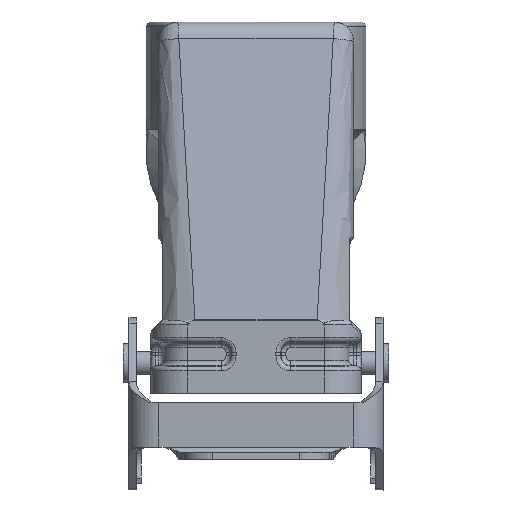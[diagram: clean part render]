
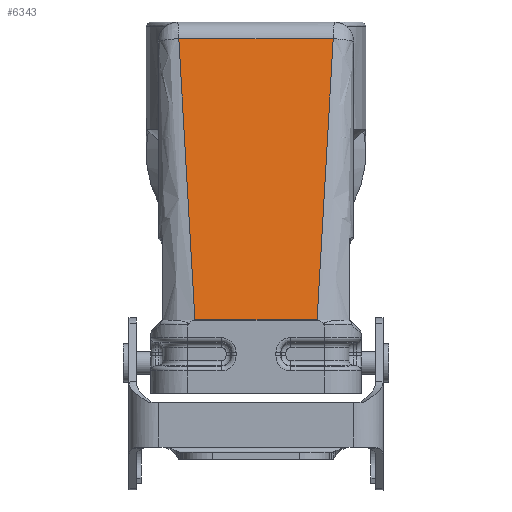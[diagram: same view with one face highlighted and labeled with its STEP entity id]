
A CAD part, left-side view. The second image highlights one B-rep face of the part: STEP entity #6343.
In plain terms, the highlighted planar face has unit normal (-0.99, 0, 0.139).
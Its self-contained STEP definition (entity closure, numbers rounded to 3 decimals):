
#5174=FACE_OUTER_BOUND('',#7609,.T.);
#6343=ADVANCED_FACE('',(#5174),#7053,.T.);
#7053=PLANE('',#18860);
#7609=EDGE_LOOP('',(#12200,#12201,#12202,#12203));
#8303=LINE('',#23215,#9184);
#8646=LINE('',#25589,#9593);
#8647=LINE('',#25591,#9594);
#8648=LINE('',#25593,#9595);
#9184=VECTOR('',#19760,1.);
#9593=VECTOR('',#20799,1.);
#9594=VECTOR('',#20800,1.);
#9595=VECTOR('',#20801,1.);
#12200=ORIENTED_EDGE('',*,*,#16450,.T.);
#12201=ORIENTED_EDGE('',*,*,#17032,.T.);
#12202=ORIENTED_EDGE('',*,*,#17033,.T.);
#12203=ORIENTED_EDGE('',*,*,#17034,.T.);
#15176=VERTEX_POINT('',#23200);
#15179=VERTEX_POINT('',#23214);
#15575=VERTEX_POINT('',#25590);
#15576=VERTEX_POINT('',#25592);
#16450=EDGE_CURVE('',#15176,#15179,#8303,.T.);
#17032=EDGE_CURVE('',#15179,#15575,#8646,.T.);
#17033=EDGE_CURVE('',#15575,#15576,#8647,.T.);
#17034=EDGE_CURVE('',#15576,#15176,#8648,.T.);
#18860=AXIS2_PLACEMENT_3D('',#25594,#20802,#20803);
#19760=DIRECTION('',(0.,1.,0.));
#20799=DIRECTION('',(-0.139,-0.057,-0.989));
#20800=DIRECTION('',(0.,-1.,0.));
#20801=DIRECTION('',(0.139,-0.057,0.989));
#20802=DIRECTION('',(-0.99,0.,0.139));
#20803=DIRECTION('',(-0.139,0.,-0.99));
#23200=CARTESIAN_POINT('',(-38.661,-15.802,72.557));
#23214=CARTESIAN_POINT('',(-38.661,15.802,72.557));
#23215=CARTESIAN_POINT('',(-38.661,-15.802,72.557));
#25589=CARTESIAN_POINT('',(-38.661,15.802,72.557));
#25590=CARTESIAN_POINT('',(-46.74,12.504,15.069));
#25591=CARTESIAN_POINT('',(-46.74,12.504,15.069));
#25592=CARTESIAN_POINT('',(-46.74,-12.504,15.069));
#25593=CARTESIAN_POINT('',(-46.74,-12.504,15.069));
#25594=CARTESIAN_POINT('',(-37.734,16.802,79.149));
